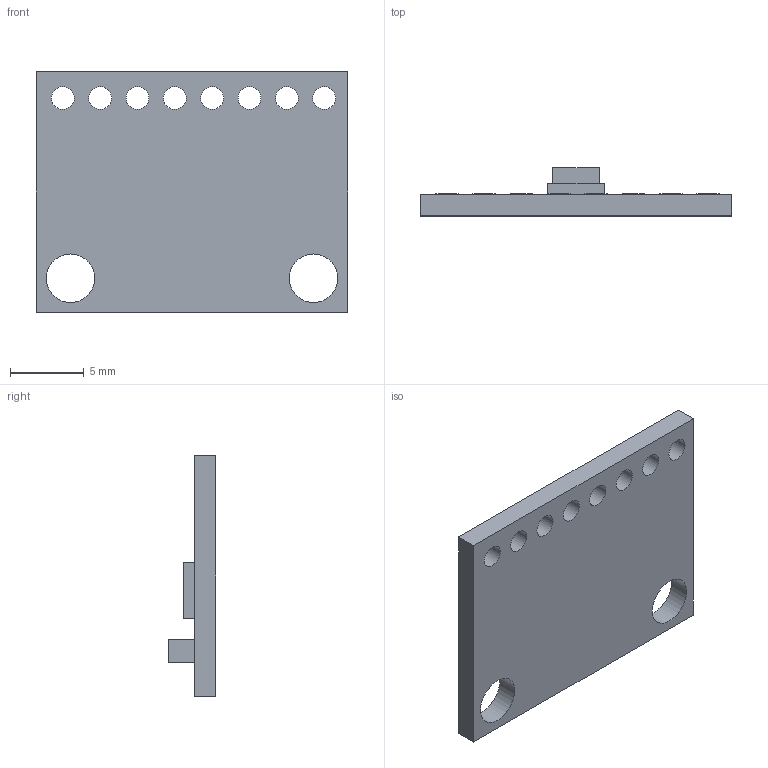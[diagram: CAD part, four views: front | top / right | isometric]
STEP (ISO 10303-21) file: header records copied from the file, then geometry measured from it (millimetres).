
FILE_DESCRIPTION(/* description */ (''),/* implementation_level */ '2;1');
FILE_NAME(/* name */ 'GY-521 Gyro.ipt.stp',/* time_stamp */ '2014-03-02T15:59:40-05:00',/* author */ ('Spooner'),/* organization */ (''),/* preprocessor_version */ 'ST-DEVELOPER v15.2',/* originating_system */ 'Autodesk Inventor 2014',/* authorisation */ '');
FILE_SCHEMA (('AUTOMOTIVE_DESIGN { 1 0 10303 214 3 1 1 }'));
Length unit declared in the file: inch
Products named in the file (1): GY-521 Gyro
Bounding box: 21.16 x 3.26 x 16.36 mm (x, y, z)
Volume: 474.6 mm3; surface area: 853.8 mm2
Topology: 1 solids, 1 shells, 42 faces, 90 edges, 60 vertices
Faces by surface type: plane 24, cylinder 18
Full cylindrical faces by diameter (mm): 1.552 x8, 1.778 x8, 3.302 x2
Entity records: 1162 total; most frequent: DIRECTION 194, CARTESIAN_POINT 175, ORIENTED_EDGE 144, EDGE_LOOP 90, AXIS2_PLACEMENT_3D 79, EDGE_CURVE 72, VERTEX_POINT 60, FACE_BOUND 58
